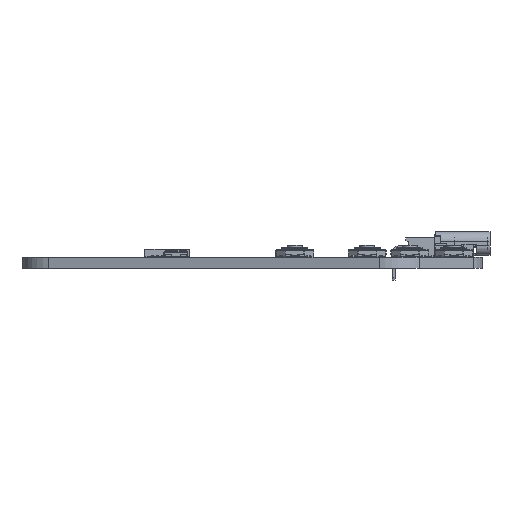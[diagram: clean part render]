
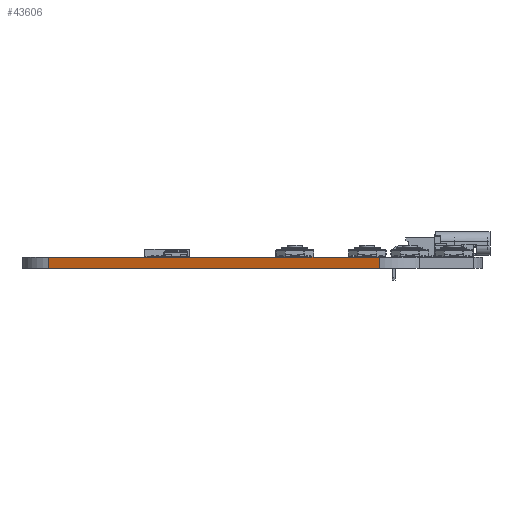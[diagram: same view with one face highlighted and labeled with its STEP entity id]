
A CAD part, left-side view. The second image highlights one B-rep face of the part: STEP entity #43606.
In plain terms, the highlighted planar face has unit normal (-0.954, 0.299, 0).
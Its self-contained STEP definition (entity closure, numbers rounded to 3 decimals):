
#42245 = VERTEX_POINT('',#42246);
#42246 = CARTESIAN_POINT('',(118.464,-64.284,0.));
#42253 = EDGE_CURVE('',#42254,#42245,#42256,.T.);
#42254 = VERTEX_POINT('',#42255);
#42255 = CARTESIAN_POINT('',(104.588,-108.575,0.));
#42256 = LINE('',#42257,#42258);
#42257 = CARTESIAN_POINT('',(104.588,-108.575,0.));
#42258 = VECTOR('',#42259,1.);
#42259 = DIRECTION('',(0.299,0.954,0.));
#42822 = VERTEX_POINT('',#42823);
#42823 = CARTESIAN_POINT('',(118.464,-64.284,1.51));
#42830 = EDGE_CURVE('',#42831,#42822,#42833,.T.);
#42831 = VERTEX_POINT('',#42832);
#42832 = CARTESIAN_POINT('',(104.588,-108.575,1.51));
#42833 = LINE('',#42834,#42835);
#42834 = CARTESIAN_POINT('',(104.588,-108.575,1.51));
#42835 = VECTOR('',#42836,1.);
#42836 = DIRECTION('',(0.299,0.954,0.));
#43576 = EDGE_CURVE('',#42245,#42822,#43577,.T.);
#43577 = LINE('',#43578,#43579);
#43578 = CARTESIAN_POINT('',(118.464,-64.284,0.));
#43579 = VECTOR('',#43580,1.);
#43580 = DIRECTION('',(0.,0.,1.));
#43606 = ADVANCED_FACE('',(#43607),#43618,.T.);
#43607 = FACE_BOUND('',#43608,.T.);
#43608 = EDGE_LOOP('',(#43609,#43615,#43616,#43617));
#43609 = ORIENTED_EDGE('',*,*,#43610,.T.);
#43610 = EDGE_CURVE('',#42254,#42831,#43611,.T.);
#43611 = LINE('',#43612,#43613);
#43612 = CARTESIAN_POINT('',(104.588,-108.575,0.));
#43613 = VECTOR('',#43614,1.);
#43614 = DIRECTION('',(0.,0.,1.));
#43615 = ORIENTED_EDGE('',*,*,#42830,.T.);
#43616 = ORIENTED_EDGE('',*,*,#43576,.F.);
#43617 = ORIENTED_EDGE('',*,*,#42253,.F.);
#43618 = PLANE('',#43619);
#43619 = AXIS2_PLACEMENT_3D('',#43620,#43621,#43622);
#43620 = CARTESIAN_POINT('',(104.588,-108.575,0.));
#43621 = DIRECTION('',(-0.954,0.299,0.));
#43622 = DIRECTION('',(0.299,0.954,0.));
